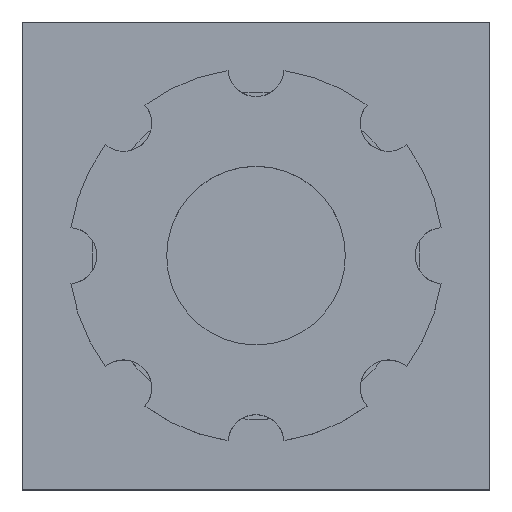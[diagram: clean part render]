
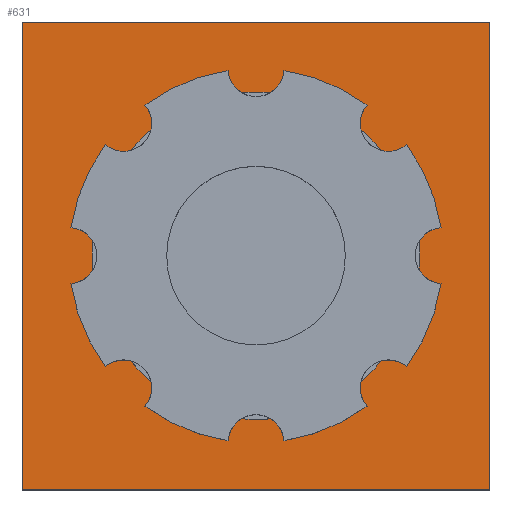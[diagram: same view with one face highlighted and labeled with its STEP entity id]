
A CAD part, top view. The second image highlights one B-rep face of the part: STEP entity #631.
In plain terms, the highlighted planar face has unit normal (0, 0, 1).
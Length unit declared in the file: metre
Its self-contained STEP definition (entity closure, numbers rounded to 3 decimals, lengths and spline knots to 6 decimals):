
#23=PLANE('',#721);
#71=CIRCLE('',#722,0.00175);
#175=ORIENTED_EDGE('',*,*,#354,.F.);
#176=ORIENTED_EDGE('',*,*,#344,.F.);
#177=ORIENTED_EDGE('',*,*,#348,.T.);
#178=ORIENTED_EDGE('',*,*,#351,.T.);
#179=ORIENTED_EDGE('',*,*,#353,.F.);
#344=EDGE_CURVE('',#432,#433,#463,.T.);
#348=EDGE_CURVE('',#432,#435,#467,.T.);
#351=EDGE_CURVE('',#435,#437,#470,.T.);
#353=EDGE_CURVE('',#433,#437,#472,.T.);
#354=EDGE_CURVE('',#438,#438,#71,.T.);
#432=VERTEX_POINT('',#1136);
#433=VERTEX_POINT('',#1138);
#435=VERTEX_POINT('',#1144);
#437=VERTEX_POINT('',#1150);
#438=VERTEX_POINT('',#1157);
#463=LINE('',#1137,#491);
#467=LINE('',#1145,#495);
#470=LINE('',#1151,#498);
#472=LINE('',#1154,#500);
#491=VECTOR('',#895,1.);
#495=VECTOR('',#901,1.);
#498=VECTOR('',#906,1.);
#500=VECTOR('',#910,1.);
#521=EDGE_LOOP('',(#175));
#522=EDGE_LOOP('',(#176,#177,#178,#179));
#567=FACE_BOUND('',#521,.T.);
#568=FACE_BOUND('',#522,.T.);
#631=ADVANCED_FACE('',(#567,#568),#23,.T.);
#721=AXIS2_PLACEMENT_3D('',#1155,#911,#912);
#722=AXIS2_PLACEMENT_3D('',#1156,#913,#914);
#895=DIRECTION('',(0.,-1.,0.));
#901=DIRECTION('',(-1.,0.,0.));
#906=DIRECTION('',(0.,-1.,0.));
#910=DIRECTION('',(-1.,0.,0.));
#911=DIRECTION('',(0.,0.,1.));
#912=DIRECTION('',(1.,0.,0.));
#913=DIRECTION('',(0.,0.,1.));
#914=DIRECTION('',(1.,0.,0.));
#1136=CARTESIAN_POINT('',(0.0025,0.0025,0.0013));
#1137=CARTESIAN_POINT('',(0.0025,0.,0.0013));
#1138=CARTESIAN_POINT('',(0.0025,-0.0025,0.0013));
#1144=CARTESIAN_POINT('',(-0.0025,0.0025,0.0013));
#1145=CARTESIAN_POINT('',(0.,0.0025,0.0013));
#1150=CARTESIAN_POINT('',(-0.0025,-0.0025,0.0013));
#1151=CARTESIAN_POINT('',(-0.0025,0.,0.0013));
#1154=CARTESIAN_POINT('',(0.,-0.0025,0.0013));
#1155=CARTESIAN_POINT('',(0.,0.,0.0013));
#1156=CARTESIAN_POINT('',(0.,0.,0.0013));
#1157=CARTESIAN_POINT('',(0.00175,0.,0.0013));
